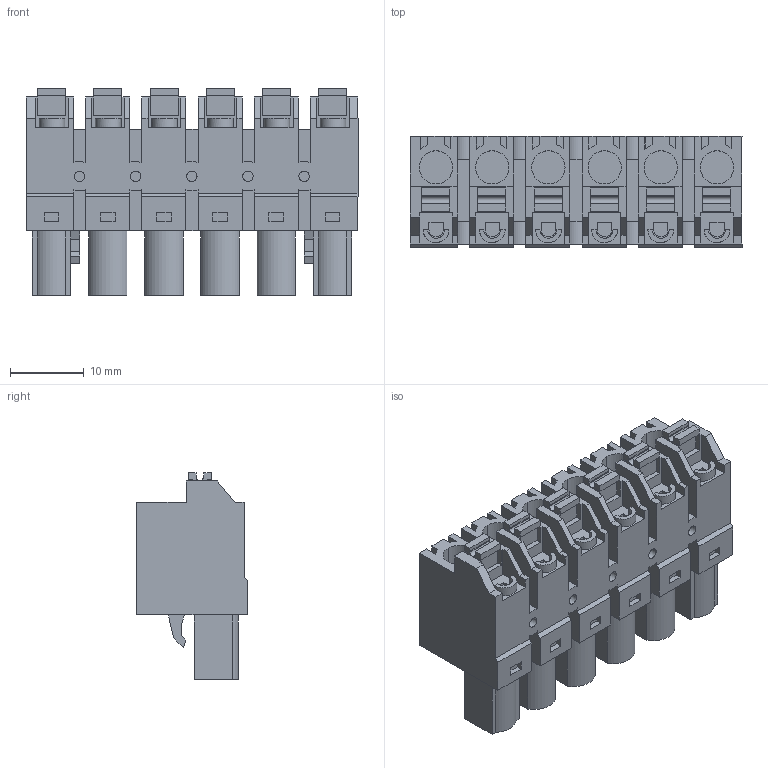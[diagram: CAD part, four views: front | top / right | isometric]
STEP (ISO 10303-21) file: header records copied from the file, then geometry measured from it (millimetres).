
FILE_DESCRIPTION(('CATIA V5 STEP Exchange','CAx-IF Rec.Pracs.--- Model Styling and Organization---1.2---2011-12-15'),'2;1');
FILE_NAME ('D1449896_0_1230180000_1230180000.stp','2017-04-08T12:36:03+00:00',('none'),('Weidmueller'),'CATIA Version 5-6 Release 2014','CATIA V5 STEP AP214','none');
FILE_SCHEMA(('AUTOMOTIVE_DESIGN { 1 0 10303 214 1 1 1 1 }'));
Length unit declared in the file: millimetre
Products named in the file (1): 1230180000
Bounding box: 45.04 x 15.05 x 28.07 mm (x, y, z)
Volume: 10543.9 mm3; surface area: 7071.6 mm2
Topology: 7 solids, 7 shells, 598 faces, 1690 edges, 1160 vertices
Faces by surface type: plane 480, cylinder 113, extrusion 5
Entity records: 18822 total; most frequent: CARTESIAN_POINT 4031, ORIENTED_EDGE 3380, DIRECTION 2453, EDGE_CURVE 1690, VECTOR 1379, LINE 1374, VERTEX_POINT 1160, AXIS2_PLACEMENT_3D 665
